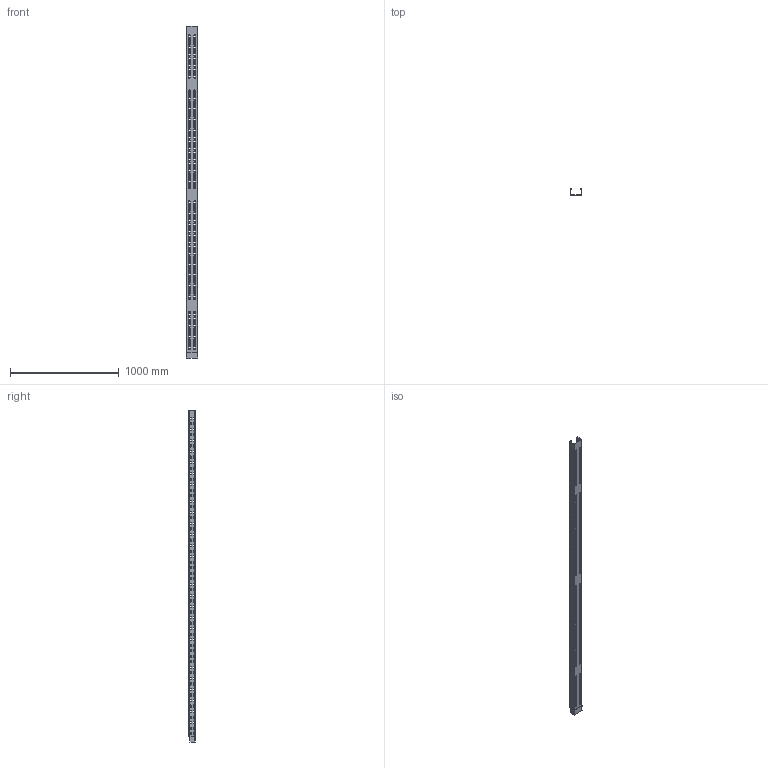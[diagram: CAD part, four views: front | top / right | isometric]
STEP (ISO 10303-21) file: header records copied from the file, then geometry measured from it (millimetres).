
FILE_DESCRIPTION (( 'STEP AP214' ), '1' );
FILE_NAME ('6047614.stp', '2017-03-13T13:05:44', ( '' ), ( '' ), 'SwSTEP 2.0', 'SolidWorks 2016', '' );
FILE_SCHEMA (( 'AUTOMOTIVE_DESIGN' ));
Length unit declared in the file: millimetre
Products named in the file (1): 6047614
Bounding box: 103 x 62.09 x 3050.1 mm (x, y, z)
Volume: 507948.2 mm3; surface area: 1429020.6 mm2
Topology: 1 solids, 1 shells, 5015 faces, 12325 edges, 7516 vertices
Faces by surface type: cylinder 1842, plane 1313, torus 1236, cone 620, sphere 4
Entity records: 149781 total; most frequent: DIRECTION 28925, CARTESIAN_POINT 24857, ORIENTED_EDGE 24650, EDGE_CURVE 12325, AXIS2_PLACEMENT_3D 11584, VERTEX_POINT 7516, CIRCLE 6568, EDGE_LOOP 5887
